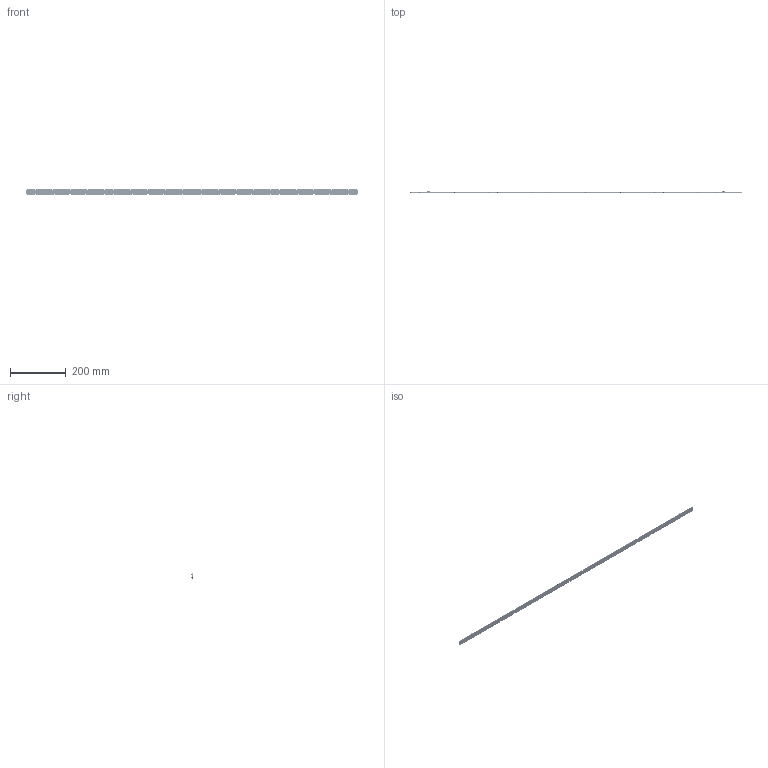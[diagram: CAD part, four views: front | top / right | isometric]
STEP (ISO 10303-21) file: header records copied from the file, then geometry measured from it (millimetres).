
FILE_DESCRIPTION (( 'STEP AP214' ), '1' );
FILE_NAME ('400-0772 rev 1.STEP', '2020-05-29T20:15:53', ( '' ), ( '' ), 'SwSTEP 2.0', 'SolidWorks 2017', '' );
FILE_SCHEMA (( 'AUTOMOTIVE_DESIGN' ));
Length unit declared in the file: millimetre
Products named in the file (6): FID30_FID30; 100-0772 rev 1; MOLEX 1041880110_rotated along length 180 offset; Cree J Series 2835_rotated 3; SOD-123F_rotated 3; 400-0772 rev 1
Assembly tree (101 placements, depth 2):
  FID30_FID30
  400-0772 rev 1
    100-0772 rev 1
    SOD-123F_rotated 3  x2
    Cree J Series 2835_rotated 3  x94
    MOLEX 1041880110_rotated along length 180 offset  x4
Bounding box: 1193.8 x 5.25 x 19.99 mm (x, y, z)
Volume: 24697.1 mm3; surface area: 58244.9 mm2
Topology: 1135 solids, 1135 shells, 39550 faces, 111596 edges, 74328 vertices
Faces by surface type: cylinder 22296, plane 17174, bspline 56, cone 24
Entity records: 35627 total; most frequent: CARTESIAN_POINT 5872, DIRECTION 4801, ORIENTED_EDGE 4638, EDGE_CURVE 2319, AXIS2_PLACEMENT_3D 1612, LINE 1577, VECTOR 1577, VERTEX_POINT 1528
